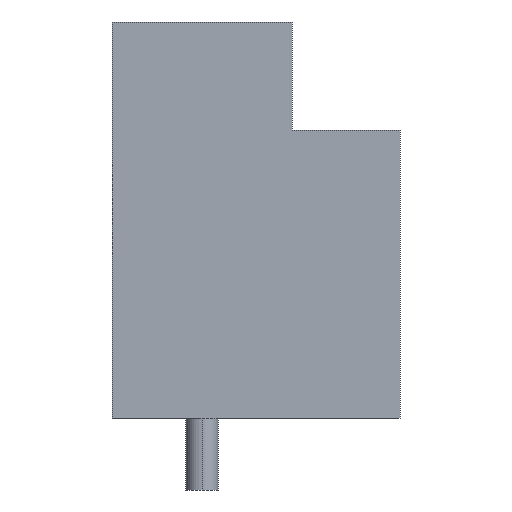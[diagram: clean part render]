
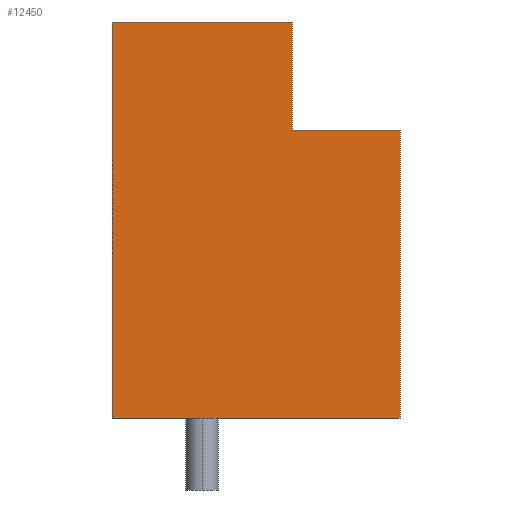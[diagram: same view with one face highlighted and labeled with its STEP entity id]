
A CAD part, left-side view. The second image highlights one B-rep face of the part: STEP entity #12450.
In plain terms, the highlighted planar face has unit normal (-1, 0, 0).
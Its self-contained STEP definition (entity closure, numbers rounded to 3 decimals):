
#8740 = FACE_OUTER_BOUND ( 'NONE', #12451, .T. ) ;
#8752 = CARTESIAN_POINT ( 'NONE',  ( -2.5, -2.5, 8. ) ) ;
#8781 = DIRECTION ( 'NONE',  ( 0., 1., 0. ) ) ;
#8782 = DIRECTION ( 'NONE',  ( 1., 0., 0. ) ) ;
#8783 = CARTESIAN_POINT ( 'NONE',  ( -2.5, 2.5, 11. ) ) ;
#8784 = AXIS2_PLACEMENT_3D ( 'NONE', #8783, #8782, #8781 ) ;
#8785 = PLANE ( 'NONE',  #8784 ) ;
#8864 = DIRECTION ( 'NONE',  ( 0., -1., 0. ) ) ;
#8865 = VECTOR ( 'NONE', #8864, 1000. ) ;
#8866 = CARTESIAN_POINT ( 'NONE',  ( -2.5, 2.5, 0. ) ) ;
#8867 = LINE ( 'NONE', #8866, #8865 ) ;
#8868 = CARTESIAN_POINT ( 'NONE',  ( -2.5, -5.5, 0. ) ) ;
#8873 = CARTESIAN_POINT ( 'NONE',  ( -2.5, 2.5, 0. ) ) ;
#8931 = DIRECTION ( 'NONE',  ( 0., -1., 0. ) ) ;
#8932 = VECTOR ( 'NONE', #8931, 1000. ) ;
#8933 = CARTESIAN_POINT ( 'NONE',  ( -2.5, -2.5, 8. ) ) ;
#8934 = LINE ( 'NONE', #8933, #8932 ) ;
#8985 = DIRECTION ( 'NONE',  ( 0., 0., -1. ) ) ;
#8986 = VECTOR ( 'NONE', #8985, 1000. ) ;
#8987 = CARTESIAN_POINT ( 'NONE',  ( -2.5, -5.5, 11. ) ) ;
#8988 = LINE ( 'NONE', #8987, #8986 ) ;
#9166 = CARTESIAN_POINT ( 'NONE',  ( -2.5, -5.5, 8. ) ) ;
#10293 = CARTESIAN_POINT ( 'NONE',  ( -2.5, 2.5, 11. ) ) ;
#10294 = DIRECTION ( 'NONE',  ( 0., -1., 0. ) ) ;
#10295 = VECTOR ( 'NONE', #10294, 1000. ) ;
#10296 = CARTESIAN_POINT ( 'NONE',  ( -2.5, 2.5, 11. ) ) ;
#10297 = LINE ( 'NONE', #10296, #10295 ) ;
#10298 = CARTESIAN_POINT ( 'NONE',  ( -2.5, -2.5, 11. ) ) ;
#10299 = DIRECTION ( 'NONE',  ( 0., 0., 1. ) ) ;
#10300 = VECTOR ( 'NONE', #10299, 1000. ) ;
#10301 = CARTESIAN_POINT ( 'NONE',  ( -2.5, -2.5, 8. ) ) ;
#10302 = LINE ( 'NONE', #10301, #10300 ) ;
#10348 = DIRECTION ( 'NONE',  ( 0., 0., -1. ) ) ;
#10349 = VECTOR ( 'NONE', #10348, 1000. ) ;
#10350 = CARTESIAN_POINT ( 'NONE',  ( -2.5, 2.5, 11. ) ) ;
#10351 = LINE ( 'NONE', #10350, #10349 ) ;
#12442 = ORIENTED_EDGE ( 'NONE', *, *, #12960, .T. ) ;
#12443 = VERTEX_POINT ( 'NONE', #8752 ) ;
#12446 = ORIENTED_EDGE ( 'NONE', *, *, #12513, .F. ) ;
#12450 = ADVANCED_FACE ( 'NONE', ( #8740 ), #8785, .F. ) ;
#12451 = EDGE_LOOP ( 'NONE', ( #12446, #12442, #12962, #12965, #12967, #12968 ) ) ;
#12481 = VERTEX_POINT ( 'NONE', #8873 ) ;
#12485 = VERTEX_POINT ( 'NONE', #8868 ) ;
#12486 = EDGE_CURVE ( 'NONE', #12481, #12485, #8867, .T. ) ;
#12513 = EDGE_CURVE ( 'NONE', #12443, #12588, #8934, .T. ) ;
#12514 = EDGE_CURVE ( 'NONE', #12588, #12485, #8988, .T. ) ;
#12588 = VERTEX_POINT ( 'NONE', #9166 ) ;
#12960 = EDGE_CURVE ( 'NONE', #12443, #12961, #10302, .T. ) ;
#12961 = VERTEX_POINT ( 'NONE', #10298 ) ;
#12962 = ORIENTED_EDGE ( 'NONE', *, *, #12963, .F. ) ;
#12963 = EDGE_CURVE ( 'NONE', #12964, #12961, #10297, .T. ) ;
#12964 = VERTEX_POINT ( 'NONE', #10293 ) ;
#12965 = ORIENTED_EDGE ( 'NONE', *, *, #12966, .T. ) ;
#12966 = EDGE_CURVE ( 'NONE', #12964, #12481, #10351, .T. ) ;
#12967 = ORIENTED_EDGE ( 'NONE', *, *, #12486, .T. ) ;
#12968 = ORIENTED_EDGE ( 'NONE', *, *, #12514, .F. ) ;
